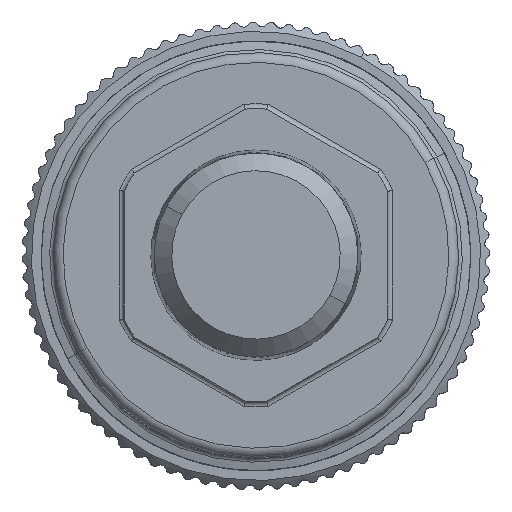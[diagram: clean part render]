
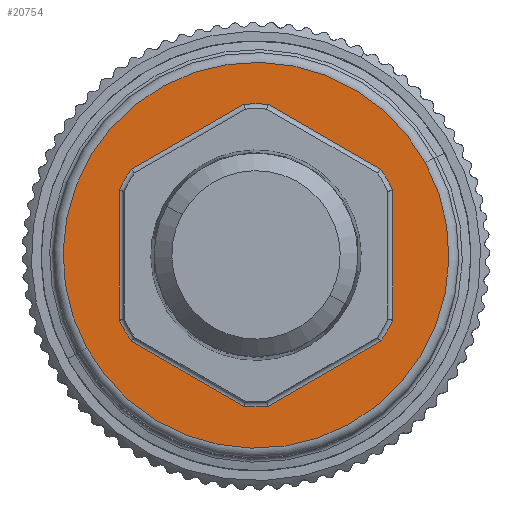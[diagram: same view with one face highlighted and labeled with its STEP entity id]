
A CAD part, top view. The second image highlights one B-rep face of the part: STEP entity #20754.
In plain terms, the highlighted planar face has unit normal (0, 0, 1).
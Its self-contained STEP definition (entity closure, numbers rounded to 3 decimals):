
#20405=CARTESIAN_POINT('Vertex',(-25.126,41.615,-11.065)) ;
#20414=CARTESIAN_POINT('Vertex',(-36.647,34.963,-11.065)) ;
#20417=CARTESIAN_POINT('Line Origine',(-34.007,36.487,-11.065)) ;
#20440=CARTESIAN_POINT('Vertex',(-39.126,34.963,-11.065)) ;
#20443=CARTESIAN_POINT('Axis2P3D Location',(-37.886,50.413,-11.065)) ;
#20466=CARTESIAN_POINT('Vertex',(-50.647,41.615,-11.065)) ;
#20469=CARTESIAN_POINT('Line Origine',(-41.766,36.487,-11.065)) ;
#20492=CARTESIAN_POINT('Vertex',(-51.886,43.761,-11.065)) ;
#20496=CARTESIAN_POINT('Control Point',(-51.386,42.797,-11.065)) ;
#20497=CARTESIAN_POINT('Control Point',(-51.564,43.113,-11.065)) ;
#20498=CARTESIAN_POINT('Control Point',(-51.731,43.434,-11.065)) ;
#20499=CARTESIAN_POINT('Control Point',(-51.886,43.761,-11.065)) ;
#20500=CARTESIAN_POINT('Vertex',(-51.386,42.797,-11.065)) ;
#20503=CARTESIAN_POINT('Axis2P3D Location',(-37.886,50.413,-11.065)) ;
#20528=CARTESIAN_POINT('Vertex',(-51.886,57.065,-11.065)) ;
#20531=CARTESIAN_POINT('Line Origine',(-51.886,50.413,-11.065)) ;
#20554=CARTESIAN_POINT('Vertex',(-50.647,59.211,-11.065)) ;
#20557=CARTESIAN_POINT('Axis2P3D Location',(-37.886,50.413,-11.065)) ;
#20580=CARTESIAN_POINT('Vertex',(-39.126,65.863,-11.065)) ;
#20583=CARTESIAN_POINT('Line Origine',(-41.766,64.339,-11.065)) ;
#20606=CARTESIAN_POINT('Vertex',(-36.647,65.863,-11.065)) ;
#20609=CARTESIAN_POINT('Axis2P3D Location',(-37.886,50.413,-11.065)) ;
#20632=CARTESIAN_POINT('Vertex',(-25.126,59.211,-11.065)) ;
#20635=CARTESIAN_POINT('Line Origine',(-34.007,64.339,-11.065)) ;
#20658=CARTESIAN_POINT('Vertex',(-23.886,57.065,-11.065)) ;
#20661=CARTESIAN_POINT('Axis2P3D Location',(-37.886,50.413,-11.065)) ;
#20684=CARTESIAN_POINT('Vertex',(-23.886,43.761,-11.065)) ;
#20687=CARTESIAN_POINT('Line Origine',(-23.886,50.413,-11.065)) ;
#20704=CARTESIAN_POINT('Axis2P3D Location',(-37.886,50.413,-11.065)) ;
#20716=CARTESIAN_POINT('Axis2P3D Location',(-52.886,50.413,-11.065)) ;
#20721=CARTESIAN_POINT('Axis2P3D Location',(-37.886,50.413,-11.065)) ;
#20725=CARTESIAN_POINT('Vertex',(-20.554,59.882,-11.065)) ;
#20727=CARTESIAN_POINT('Vertex',(-55.219,40.944,-11.065)) ;
#20730=CARTESIAN_POINT('Axis2P3D Location',(-37.886,50.413,-11.065)) ;
#20418=DIRECTION('Vector Direction',(-0.866,-0.5,0.)) ;
#20444=DIRECTION('Axis2P3D Direction',(0.,0.,1.)) ;
#20470=DIRECTION('Vector Direction',(-0.866,0.5,0.)) ;
#20504=DIRECTION('Axis2P3D Direction',(0.,0.,1.)) ;
#20532=DIRECTION('Vector Direction',(0.,1.,0.)) ;
#20558=DIRECTION('Axis2P3D Direction',(0.,0.,1.)) ;
#20584=DIRECTION('Vector Direction',(0.866,0.5,0.)) ;
#20610=DIRECTION('Axis2P3D Direction',(0.,0.,1.)) ;
#20636=DIRECTION('Vector Direction',(0.866,-0.5,0.)) ;
#20662=DIRECTION('Axis2P3D Direction',(0.,0.,1.)) ;
#20688=DIRECTION('Vector Direction',(0.,-1.,0.)) ;
#20705=DIRECTION('Axis2P3D Direction',(0.,0.,1.)) ;
#20717=DIRECTION('Axis2P3D Direction',(0.,0.,1.)) ;
#20718=DIRECTION('Axis2P3D XDirection',(0.,1.,0.)) ;
#20722=DIRECTION('Axis2P3D Direction',(0.,0.,1.)) ;
#20731=DIRECTION('Axis2P3D Direction',(0.,0.,1.)) ;
#20445=AXIS2_PLACEMENT_3D('Circle Axis2P3D',#20443,#20444,$) ;
#20505=AXIS2_PLACEMENT_3D('Circle Axis2P3D',#20503,#20504,$) ;
#20559=AXIS2_PLACEMENT_3D('Circle Axis2P3D',#20557,#20558,$) ;
#20611=AXIS2_PLACEMENT_3D('Circle Axis2P3D',#20609,#20610,$) ;
#20663=AXIS2_PLACEMENT_3D('Circle Axis2P3D',#20661,#20662,$) ;
#20706=AXIS2_PLACEMENT_3D('Circle Axis2P3D',#20704,#20705,$) ;
#20719=AXIS2_PLACEMENT_3D('Plane Axis2P3D',#20716,#20717,#20718) ;
#20723=AXIS2_PLACEMENT_3D('Circle Axis2P3D',#20721,#20722,$) ;
#20732=AXIS2_PLACEMENT_3D('Circle Axis2P3D',#20730,#20731,$) ;
#20736=ORIENTED_EDGE('',*,*,#20729,.T.) ;
#20737=ORIENTED_EDGE('',*,*,#20734,.T.) ;
#20740=ORIENTED_EDGE('',*,*,#20447,.T.) ;
#20741=ORIENTED_EDGE('',*,*,#20473,.T.) ;
#20742=ORIENTED_EDGE('',*,*,#20507,.T.) ;
#20743=ORIENTED_EDGE('',*,*,#20502,.T.) ;
#20744=ORIENTED_EDGE('',*,*,#20535,.T.) ;
#20745=ORIENTED_EDGE('',*,*,#20561,.T.) ;
#20746=ORIENTED_EDGE('',*,*,#20587,.T.) ;
#20747=ORIENTED_EDGE('',*,*,#20613,.T.) ;
#20748=ORIENTED_EDGE('',*,*,#20639,.T.) ;
#20749=ORIENTED_EDGE('',*,*,#20665,.T.) ;
#20750=ORIENTED_EDGE('',*,*,#20691,.T.) ;
#20751=ORIENTED_EDGE('',*,*,#20708,.T.) ;
#20752=ORIENTED_EDGE('',*,*,#20421,.T.) ;
#20753=FACE_BOUND('',#20739,.T.) ;
#20419=VECTOR('Line Direction',#20418,1.) ;
#20471=VECTOR('Line Direction',#20470,1.) ;
#20533=VECTOR('Line Direction',#20532,1.) ;
#20585=VECTOR('Line Direction',#20584,1.) ;
#20637=VECTOR('Line Direction',#20636,1.) ;
#20689=VECTOR('Line Direction',#20688,1.) ;
#20754=ADVANCED_FACE('PartBody',(#20738,#20753),#20720,.T.) ;
#20495=B_SPLINE_CURVE_WITH_KNOTS('',3,(#20496,#20497,#20498,#20499),.UNSPECIFIED.,.F.,.U.,(4,4),(0.,1.536),.UNSPECIFIED.) ;
#20446=CIRCLE('generated circle',#20445,15.5) ;
#20506=CIRCLE('generated circle',#20505,15.5) ;
#20560=CIRCLE('generated circle',#20559,15.5) ;
#20612=CIRCLE('generated circle',#20611,15.5) ;
#20664=CIRCLE('generated circle',#20663,15.5) ;
#20707=CIRCLE('generated circle',#20706,15.5) ;
#20724=CIRCLE('generated circle',#20723,19.75) ;
#20733=CIRCLE('generated circle',#20732,19.75) ;
#20421=EDGE_CURVE('',#20406,#20415,#20420,.T.) ;
#20447=EDGE_CURVE('',#20415,#20441,#20446,.F.) ;
#20473=EDGE_CURVE('',#20441,#20467,#20472,.T.) ;
#20502=EDGE_CURVE('',#20501,#20493,#20495,.T.) ;
#20507=EDGE_CURVE('',#20467,#20501,#20506,.F.) ;
#20535=EDGE_CURVE('',#20493,#20529,#20534,.T.) ;
#20561=EDGE_CURVE('',#20529,#20555,#20560,.F.) ;
#20587=EDGE_CURVE('',#20555,#20581,#20586,.T.) ;
#20613=EDGE_CURVE('',#20581,#20607,#20612,.F.) ;
#20639=EDGE_CURVE('',#20607,#20633,#20638,.T.) ;
#20665=EDGE_CURVE('',#20633,#20659,#20664,.F.) ;
#20691=EDGE_CURVE('',#20659,#20685,#20690,.T.) ;
#20708=EDGE_CURVE('',#20685,#20406,#20707,.F.) ;
#20729=EDGE_CURVE('',#20726,#20728,#20724,.T.) ;
#20734=EDGE_CURVE('',#20728,#20726,#20733,.T.) ;
#20735=EDGE_LOOP('',(#20736,#20737)) ;
#20739=EDGE_LOOP('',(#20740,#20741,#20742,#20743,#20744,#20745,#20746,#20747,#20748,#20749,#20750,#20751,#20752)) ;
#20738=FACE_OUTER_BOUND('',#20735,.T.) ;
#20420=LINE('Line',#20417,#20419) ;
#20472=LINE('Line',#20469,#20471) ;
#20534=LINE('Line',#20531,#20533) ;
#20586=LINE('Line',#20583,#20585) ;
#20638=LINE('Line',#20635,#20637) ;
#20690=LINE('Line',#20687,#20689) ;
#20720=PLANE('',#20719) ;
#20406=VERTEX_POINT('',#20405) ;
#20415=VERTEX_POINT('',#20414) ;
#20441=VERTEX_POINT('',#20440) ;
#20467=VERTEX_POINT('',#20466) ;
#20493=VERTEX_POINT('',#20492) ;
#20501=VERTEX_POINT('',#20500) ;
#20529=VERTEX_POINT('',#20528) ;
#20555=VERTEX_POINT('',#20554) ;
#20581=VERTEX_POINT('',#20580) ;
#20607=VERTEX_POINT('',#20606) ;
#20633=VERTEX_POINT('',#20632) ;
#20659=VERTEX_POINT('',#20658) ;
#20685=VERTEX_POINT('',#20684) ;
#20726=VERTEX_POINT('',#20725) ;
#20728=VERTEX_POINT('',#20727) ;
